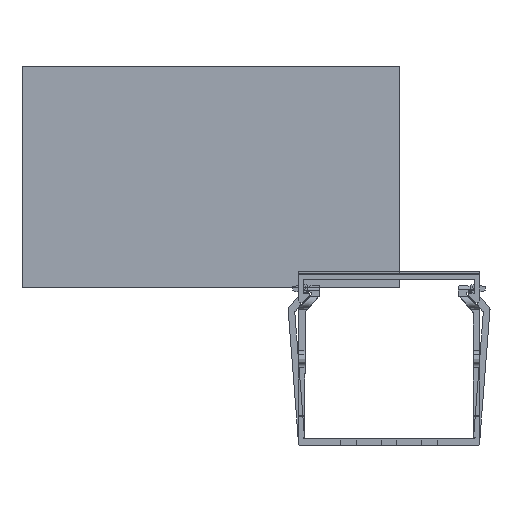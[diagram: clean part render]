
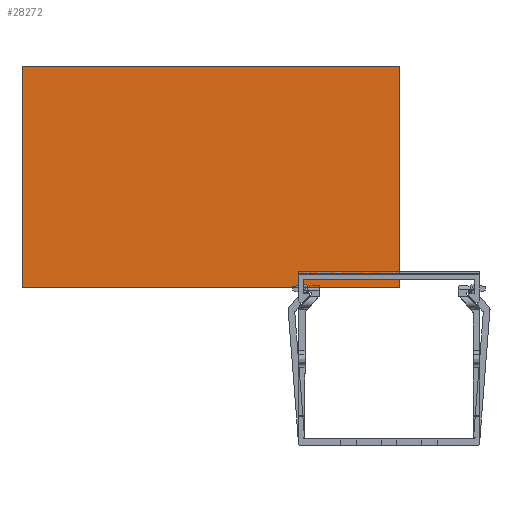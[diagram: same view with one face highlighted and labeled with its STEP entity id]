
A CAD part, left-side view. The second image highlights one B-rep face of the part: STEP entity #28272.
In plain terms, the highlighted face is planar.
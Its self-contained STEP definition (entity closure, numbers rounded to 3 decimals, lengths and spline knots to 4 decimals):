
#17962=PLANE('',#226038);
#28272=ADVANCED_FACE('',(#44555),#17962,.T.);
#44555=FACE_OUTER_BOUND('',#55095,.T.);
#55095=EDGE_LOOP('',(#119346,#119347,#119348,#119349));
#119346=ORIENTED_EDGE('',*,*,#171328,.T.);
#119347=ORIENTED_EDGE('',*,*,#171332,.T.);
#119348=ORIENTED_EDGE('',*,*,#171335,.T.);
#119349=ORIENTED_EDGE('',*,*,#171338,.T.);
#140418=VERTEX_POINT('',#369331);
#140419=VERTEX_POINT('',#369332);
#140422=VERTEX_POINT('',#369340);
#140424=VERTEX_POINT('',#369346);
#171328=EDGE_CURVE('',#140418,#140419,#187890,.T.);
#171332=EDGE_CURVE('',#140419,#140422,#187894,.T.);
#171335=EDGE_CURVE('',#140422,#140424,#187897,.T.);
#171338=EDGE_CURVE('',#140424,#140418,#187900,.T.);
#187890=LINE('',#369330,#204352);
#187894=LINE('',#369339,#204356);
#187897=LINE('',#369345,#204359);
#187900=LINE('',#369351,#204362);
#204352=VECTOR('',#285451,1.);
#204356=VECTOR('',#285457,1.);
#204359=VECTOR('',#285462,1.);
#204362=VECTOR('',#285467,1.);
#226038=AXIS2_PLACEMENT_3D('',#369355,#285473,#285474);
#285451=DIRECTION('',(1.,0.,0.));
#285457=DIRECTION('',(0.,-1.,0.));
#285462=DIRECTION('',(-1.,0.,0.));
#285467=DIRECTION('',(0.,1.,0.));
#285473=DIRECTION('',(0.,0.,-1.));
#285474=DIRECTION('',(-1.,0.,0.));
#369330=CARTESIAN_POINT('',(4.437,2.625,0.));
#369331=CARTESIAN_POINT('',(-0.125,2.625,0.));
#369332=CARTESIAN_POINT('',(4.562,2.625,0.));
#369339=CARTESIAN_POINT('',(4.562,2.5,0.));
#369340=CARTESIAN_POINT('',(4.562,-0.125,0.));
#369345=CARTESIAN_POINT('',(4.437,-0.125,0.));
#369346=CARTESIAN_POINT('',(-0.125,-0.125,0.));
#369351=CARTESIAN_POINT('',(-0.125,2.5,0.));
#369355=CARTESIAN_POINT('',(4.437,2.5,0.));
